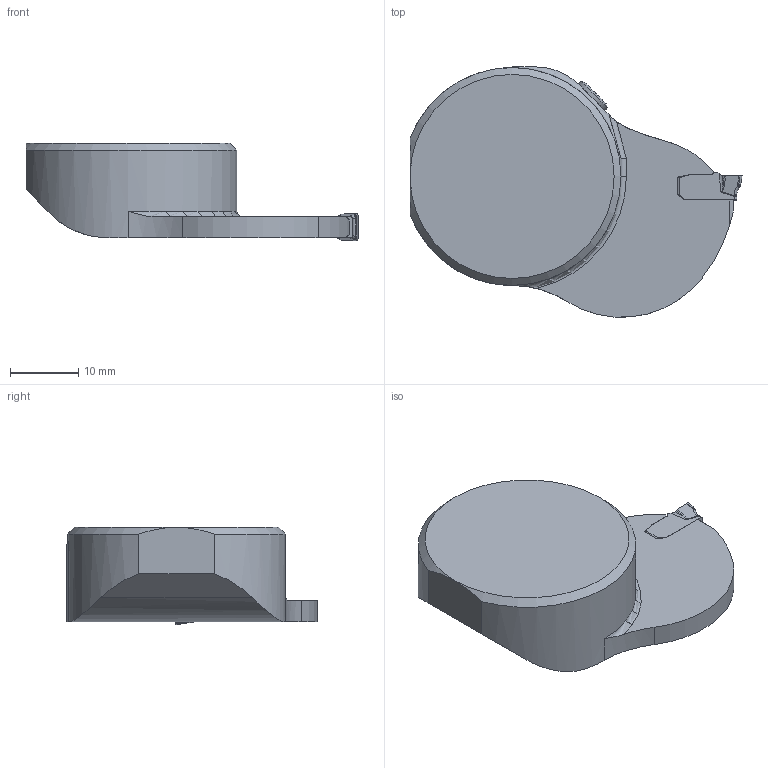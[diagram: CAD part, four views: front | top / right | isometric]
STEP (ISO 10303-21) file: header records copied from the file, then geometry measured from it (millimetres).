
FILE_DESCRIPTION(/* description */ (''),/* implementation_level */ '2;1');
FILE_NAME(/* name */ 'toolassembly_1.stp',/* time_stamp */ '2021-11-29T07:28:00+01:00',/* author */ (''),/* organization */ ('SMS'),/* preprocessor_version */ 'ST-DEVELOPER v16.7',/* originating_system */ 'SIEMENS PLM Software NX 12.0',/* authorisation */ '');
FILE_SCHEMA (('AUTOMOTIVE_DESIGN { 1 0 10303 214 3 1 1 1 }'));
Length unit declared in the file: millimetre
Products named in the file (4): ASSEMBLY_CONSTRUCTION; CUT_20211129072604; NOCUT_20211129072456; TOOLASSEMBLY_1
Assembly tree (3 placements, depth 2):
  TOOLASSEMBLY_1
    NOCUT_20211129072456
    CUT_20211129072604
    ASSEMBLY_CONSTRUCTION
Bounding box: 48.8 x 36.75 x 14.32 mm (x, y, z)
Volume: 11985.6 mm3; surface area: 3937.7 mm2
Topology: 2 solids, 2 shells, 131 faces, 344 edges, 218 vertices
Faces by surface type: plane 52, cylinder 30, extrusion 20, bspline 19, cone 8, torus 2
Full cylindrical faces by diameter (mm): 5.5 x1
Entity records: 6212 total; most frequent: CARTESIAN_POINT 3021, ORIENTED_EDGE 668, DIRECTION 589, EDGE_CURVE 334, VERTEX_POINT 211, AXIS2_PLACEMENT_3D 205, VECTOR 179, LINE 159
